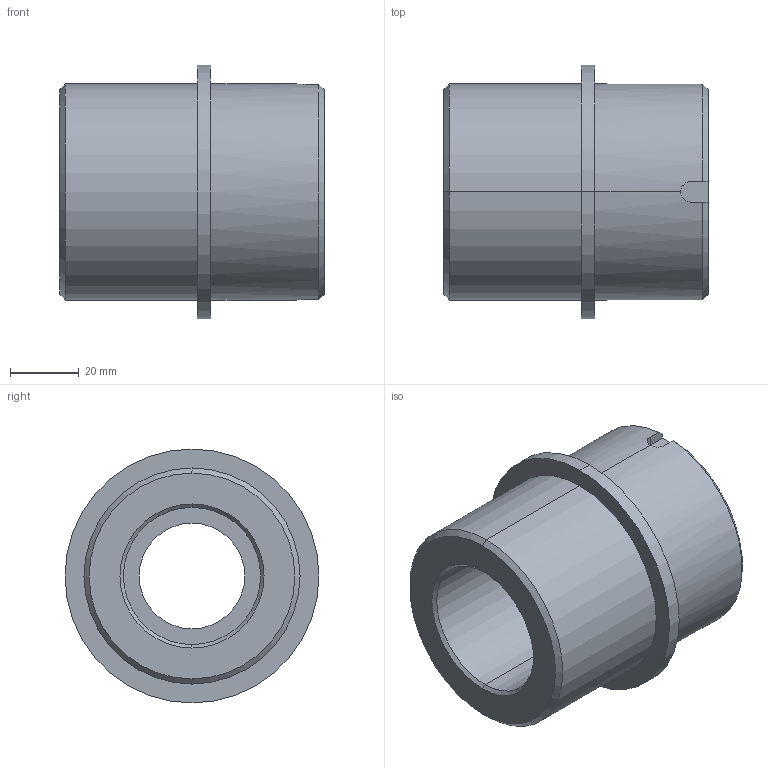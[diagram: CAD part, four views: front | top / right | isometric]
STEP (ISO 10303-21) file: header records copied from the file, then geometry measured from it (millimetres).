
FILE_DESCRIPTION (( 'STEP AP203' ), '1' );
FILE_NAME ('R237.063.001.STEP', '2015-06-12T10:06:47', ( '' ), ( '' ), 'SwSTEP 2.0', 'SolidWorks 2012', '' );
FILE_SCHEMA (( 'CONFIG_CONTROL_DESIGN' ));
Length unit declared in the file: millimetre
Products named in the file (1): R237.063.001
Bounding box: 77 x 74 x 74 mm (x, y, z)
Volume: 157881.6 mm3; surface area: 31223.8 mm2
Topology: 1 solids, 1 shells, 37 faces, 84 edges, 54 vertices
Faces by surface type: cylinder 18, plane 13, cone 6
Entity records: 1197 total; most frequent: CARTESIAN_POINT 260, DIRECTION 190, ORIENTED_EDGE 168, EDGE_CURVE 84, AXIS2_PLACEMENT_3D 76, VERTEX_POINT 54, EDGE_LOOP 44, LINE 38
